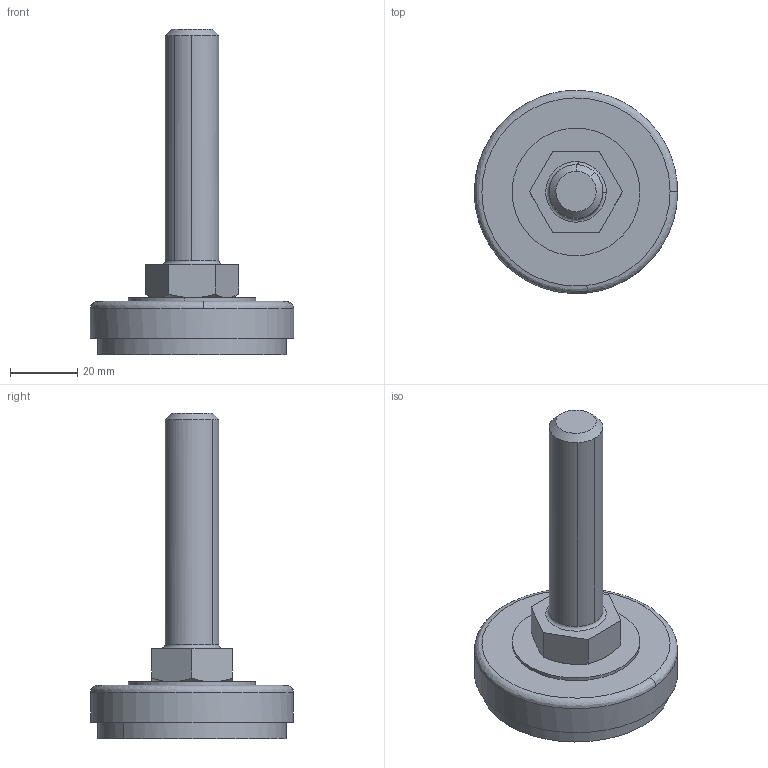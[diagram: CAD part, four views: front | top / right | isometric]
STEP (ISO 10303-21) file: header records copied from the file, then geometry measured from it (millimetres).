
FILE_DESCRIPTION((''),'2;1');
FILE_NAME('','2005-12-15T09:36:22',(''),(''),'','CADfix','');
FILE_SCHEMA(('AUTOMOTIVE_DESIGN'));
Length unit declared in the file: millimetre
Products named in the file (7): washer; rubber pad; retainer; cover; center core; bolt; TM_73W_5_5671_36
Assembly tree (6 placements, depth 2):
  TM_73W_5_5671_36
    washer
    rubber pad
    retainer
    cover
    center core
    bolt
Bounding box: 60.5 x 60.4 x 97 mm (x, y, z)
Volume: 60627.9 mm3; surface area: 31619.4 mm2
Topology: 6 solids, 6 shells, 119 faces, 360 edges, 262 vertices
Faces by surface type: bspline 119
Entity records: 4669 total; most frequent: CARTESIAN_POINT 2547, ORIENTED_EDGE 720, EDGE_CURVE 360, VERTEX_POINT 262, QUASI_UNIFORM_CURVE 136, EDGE_LOOP 136, FACE_OUTER_BOUND 119, ADVANCED_FACE 119
